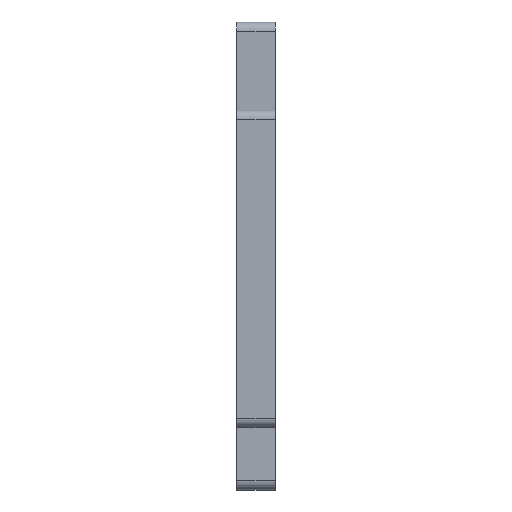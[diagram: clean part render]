
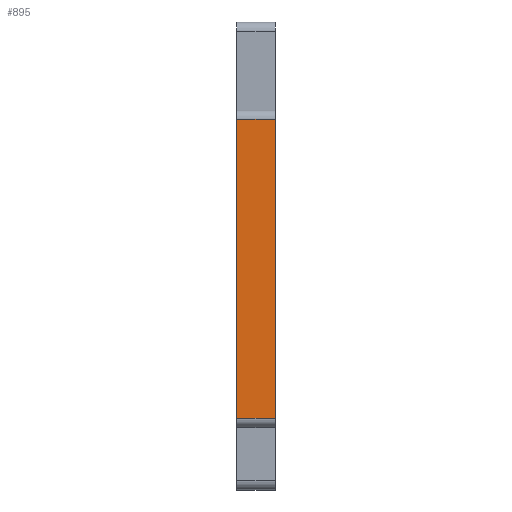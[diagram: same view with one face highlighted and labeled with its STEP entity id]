
A CAD part, left-side view. The second image highlights one B-rep face of the part: STEP entity #895.
In plain terms, the highlighted planar face has unit normal (-1, 0, 0).
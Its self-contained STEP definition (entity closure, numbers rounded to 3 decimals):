
#161=DIRECTION('',(0.,-1.,0.));
#162=VECTOR('',#161,5.);
#163=CARTESIAN_POINT('',(-18.05,-36.,-1.2));
#164=LINE('',#163,#162);
#165=DIRECTION('',(0.,0.,-1.));
#166=VECTOR('',#165,39.063);
#167=CARTESIAN_POINT('',(-18.05,-41.,-1.2));
#168=LINE('',#167,#166);
#169=DIRECTION('',(0.,-1.,0.));
#170=VECTOR('',#169,5.);
#171=CARTESIAN_POINT('',(-18.05,-36.,-40.263));
#172=LINE('',#171,#170);
#173=DIRECTION('',(0.,0.,1.));
#174=VECTOR('',#173,39.063);
#175=CARTESIAN_POINT('',(-18.05,-36.,-40.263));
#176=LINE('',#175,#174);
#582=CARTESIAN_POINT('',(-18.05,-41.,-1.2));
#584=VERTEX_POINT('',#582);
#585=CARTESIAN_POINT('',(-18.05,-36.,-1.2));
#586=VERTEX_POINT('',#585);
#589=CARTESIAN_POINT('',(-18.05,-41.,-40.263));
#591=VERTEX_POINT('',#589);
#595=CARTESIAN_POINT('',(-18.05,-36.,-40.263));
#596=VERTEX_POINT('',#595);
#882=CARTESIAN_POINT('',(-18.05,-36.,-41.463));
#883=DIRECTION('',(-1.,0.,0.));
#884=DIRECTION('',(0.,0.,1.));
#885=AXIS2_PLACEMENT_3D('',#882,#883,#884);
#886=PLANE('',#885);
#887=ORIENTED_EDGE('',*,*,#874,.T.);
#888=ORIENTED_EDGE('',*,*,#654,.T.);
#890=ORIENTED_EDGE('',*,*,#889,.F.);
#892=ORIENTED_EDGE('',*,*,#891,.T.);
#893=EDGE_LOOP('',(#887,#888,#890,#892));
#894=FACE_OUTER_BOUND('',#893,.F.);
#895=ADVANCED_FACE('',(#894),#886,.T.);
#654=EDGE_CURVE('',#584,#591,#168,.T.);
#874=EDGE_CURVE('',#586,#584,#164,.T.);
#889=EDGE_CURVE('',#596,#591,#172,.T.);
#891=EDGE_CURVE('',#596,#586,#176,.T.);
